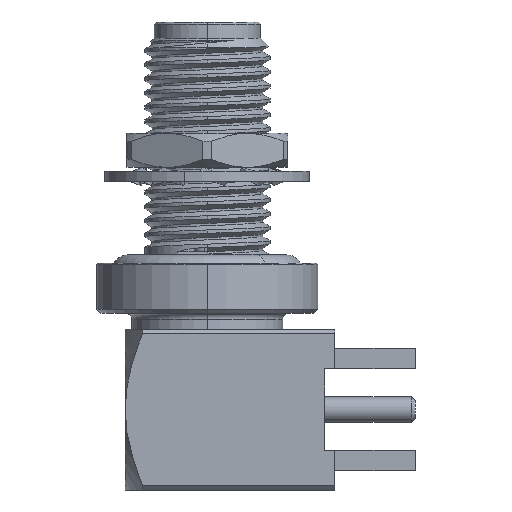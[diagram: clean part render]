
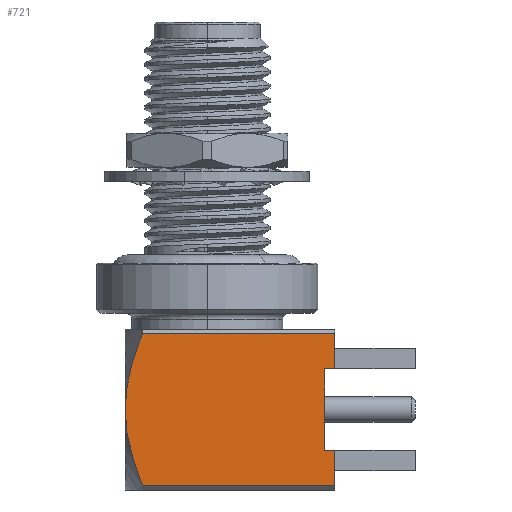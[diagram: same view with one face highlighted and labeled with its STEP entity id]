
A CAD part, left-side view. The second image highlights one B-rep face of the part: STEP entity #721.
In plain terms, the highlighted planar face has unit normal (-1, 0, 0).
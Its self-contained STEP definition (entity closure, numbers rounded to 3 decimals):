
#97 = CARTESIAN_POINT ( 'NONE',  ( -4., 4.09, 1.5 ) ) ;
#207 = ORIENTED_EDGE ( 'NONE', *, *, #6120, .T. ) ;
#212 = CARTESIAN_POINT ( 'NONE',  ( -4., 4.09, 1.5 ) ) ;
#221 = VECTOR ( 'NONE', #2227, 1000. ) ;
#405 = DIRECTION ( 'NONE',  ( 0., 0., 1. ) ) ;
#432 = CARTESIAN_POINT ( 'NONE',  ( -4., 3.224, -2.275 ) ) ;
#611 = CARTESIAN_POINT ( 'NONE',  ( -4., -6.35, 5.275 ) ) ;
#721 = ADVANCED_FACE ( 'NONE', ( #1136 ), #3710, .T. ) ;
#858 = EDGE_CURVE ( 'NONE', #6122, #10223, #6449, .T. ) ;
#909 = EDGE_LOOP ( 'NONE', ( #5258, #207, #7150, #6187, #6084, #8719, #2570, #7381, #1401 ) ) ;
#947 = CARTESIAN_POINT ( 'NONE',  ( -4., 3.678, 4.057 ) ) ;
#1136 = FACE_OUTER_BOUND ( 'NONE', #909, .T. ) ;
#1164 = CARTESIAN_POINT ( 'NONE',  ( -4., -10.35, 5.275 ) ) ;
#1401 = ORIENTED_EDGE ( 'NONE', *, *, #7477, .F. ) ;
#1440 = LINE ( 'NONE', #4869, #221 ) ;
#1630 = DIRECTION ( 'NONE',  ( 0., 0., 1. ) ) ;
#1631 = VERTEX_POINT ( 'NONE', #11017 ) ;
#1683 = LINE ( 'NONE', #1746, #6822 ) ;
#1746 = CARTESIAN_POINT ( 'NONE',  ( -4., -6.35, 5.5 ) ) ;
#1808 = LINE ( 'NONE', #10459, #5574 ) ;
#1994 = VERTEX_POINT ( 'NONE', #6609 ) ;
#2029 = DIRECTION ( 'NONE',  ( 0., -1., 0. ) ) ;
#2054 = B_SPLINE_CURVE_WITH_KNOTS ( 'NONE', 3,
 ( #5881, #4135, #947, #4362, #7554, #97 ),
 .UNSPECIFIED., .F., .F.,
 ( 4, 2, 4 ),
 ( 0.009, 0.011, 0.013 ),
 .UNSPECIFIED. ) ;
#2227 = DIRECTION ( 'NONE',  ( 0., -1., 0. ) ) ;
#2363 = VECTOR ( 'NONE', #7478, 1000. ) ;
#2426 = AXIS2_PLACEMENT_3D ( 'NONE', #2750, #6284, #9728 ) ;
#2570 = ORIENTED_EDGE ( 'NONE', *, *, #7838, .F. ) ;
#2750 = CARTESIAN_POINT ( 'NONE',  ( -4., -6.35, 5.5 ) ) ;
#2763 = CARTESIAN_POINT ( 'NONE',  ( -4., -6.35, 3.53 ) ) ;
#3026 = VERTEX_POINT ( 'NONE', #7968 ) ;
#3665 = LINE ( 'NONE', #2763, #6999 ) ;
#3710 = PLANE ( 'NONE',  #2426 ) ;
#3723 = DIRECTION ( 'NONE',  ( 0., 1., 0. ) ) ;
#3847 = CARTESIAN_POINT ( 'NONE',  ( -4., 3.914, -0.118 ) ) ;
#4071 = EDGE_CURVE ( 'NONE', #7928, #1631, #1683, .T. ) ;
#4135 = CARTESIAN_POINT ( 'NONE',  ( -4., 3.463, 4.671 ) ) ;
#4362 = CARTESIAN_POINT ( 'NONE',  ( -4., 3.996, 2.788 ) ) ;
#4586 = CARTESIAN_POINT ( 'NONE',  ( -4., 4.067, 0.848 ) ) ;
#4746 = LINE ( 'NONE', #1164, #10426 ) ;
#4869 = CARTESIAN_POINT ( 'NONE',  ( -4., -10.35, -2.275 ) ) ;
#5074 = EDGE_CURVE ( 'NONE', #1994, #7928, #1440, .T. ) ;
#5258 = ORIENTED_EDGE ( 'NONE', *, *, #858, .T. ) ;
#5316 = B_SPLINE_CURVE_WITH_KNOTS ( 'NONE', 3,
 ( #212, #6212, #4586, #8905, #3847, #7047, #7159, #432 ),
 .UNSPECIFIED., .F., .F.,
 ( 4, 2, 2, 4 ),
 ( 0.013, 0.014, 0.015, 0.017 ),
 .UNSPECIFIED. ) ;
#5427 = CARTESIAN_POINT ( 'NONE',  ( -4., 4.09, 1.5 ) ) ;
#5540 = DIRECTION ( 'NONE',  ( 0., 1., 0. ) ) ;
#5574 = VECTOR ( 'NONE', #2029, 1000. ) ;
#5669 = CARTESIAN_POINT ( 'NONE',  ( -4., 3.224, 5.275 ) ) ;
#5695 = CARTESIAN_POINT ( 'NONE',  ( -4., -5.85, 5.5 ) ) ;
#5881 = CARTESIAN_POINT ( 'NONE',  ( -4., 3.224, 5.275 ) ) ;
#6084 = ORIENTED_EDGE ( 'NONE', *, *, #5074, .T. ) ;
#6120 = EDGE_CURVE ( 'NONE', #10223, #6991, #4746, .T. ) ;
#6122 = VERTEX_POINT ( 'NONE', #9816 ) ;
#6187 = ORIENTED_EDGE ( 'NONE', *, *, #9086, .T. ) ;
#6212 = CARTESIAN_POINT ( 'NONE',  ( -4., 4.09, 1.176 ) ) ;
#6284 = DIRECTION ( 'NONE',  ( -1., 0., 0. ) ) ;
#6449 = LINE ( 'NONE', #8034, #9968 ) ;
#6452 = CARTESIAN_POINT ( 'NONE',  ( -4., -6.35, -2.275 ) ) ;
#6595 = EDGE_CURVE ( 'NONE', #3026, #10409, #10918, .T. ) ;
#6609 = CARTESIAN_POINT ( 'NONE',  ( -4., 3.224, -2.275 ) ) ;
#6822 = VECTOR ( 'NONE', #1630, 1000. ) ;
#6991 = VERTEX_POINT ( 'NONE', #5669 ) ;
#6999 = VECTOR ( 'NONE', #3723, 1000. ) ;
#7047 = CARTESIAN_POINT ( 'NONE',  ( -4., 3.677, -1.059 ) ) ;
#7150 = ORIENTED_EDGE ( 'NONE', *, *, #10323, .T. ) ;
#7159 = CARTESIAN_POINT ( 'NONE',  ( -4., 3.463, -1.671 ) ) ;
#7381 = ORIENTED_EDGE ( 'NONE', *, *, #6595, .T. ) ;
#7477 = EDGE_CURVE ( 'NONE', #6122, #10409, #3665, .T. ) ;
#7478 = DIRECTION ( 'NONE',  ( 0., 0., 1. ) ) ;
#7554 = CARTESIAN_POINT ( 'NONE',  ( -4., 4.09, 2.148 ) ) ;
#7838 = EDGE_CURVE ( 'NONE', #3026, #1631, #1808, .T. ) ;
#7928 = VERTEX_POINT ( 'NONE', #6452 ) ;
#7968 = CARTESIAN_POINT ( 'NONE',  ( -4., -5.85, -0.53 ) ) ;
#8034 = CARTESIAN_POINT ( 'NONE',  ( -4., -6.35, 5.5 ) ) ;
#8719 = ORIENTED_EDGE ( 'NONE', *, *, #4071, .T. ) ;
#8905 = CARTESIAN_POINT ( 'NONE',  ( -4., 3.978, 0.2 ) ) ;
#9045 = CARTESIAN_POINT ( 'NONE',  ( -4., -5.85, 3.53 ) ) ;
#9086 = EDGE_CURVE ( 'NONE', #9173, #1994, #5316, .T. ) ;
#9173 = VERTEX_POINT ( 'NONE', #5427 ) ;
#9728 = DIRECTION ( 'NONE',  ( 0., 0., 1. ) ) ;
#9816 = CARTESIAN_POINT ( 'NONE',  ( -4., -6.35, 3.53 ) ) ;
#9968 = VECTOR ( 'NONE', #405, 1000. ) ;
#10223 = VERTEX_POINT ( 'NONE', #611 ) ;
#10323 = EDGE_CURVE ( 'NONE', #6991, #9173, #2054, .T. ) ;
#10409 = VERTEX_POINT ( 'NONE', #9045 ) ;
#10426 = VECTOR ( 'NONE', #5540, 1000. ) ;
#10459 = CARTESIAN_POINT ( 'NONE',  ( -4., -6.35, -0.53 ) ) ;
#10918 = LINE ( 'NONE', #5695, #2363 ) ;
#11017 = CARTESIAN_POINT ( 'NONE',  ( -4., -6.35, -0.53 ) ) ;
